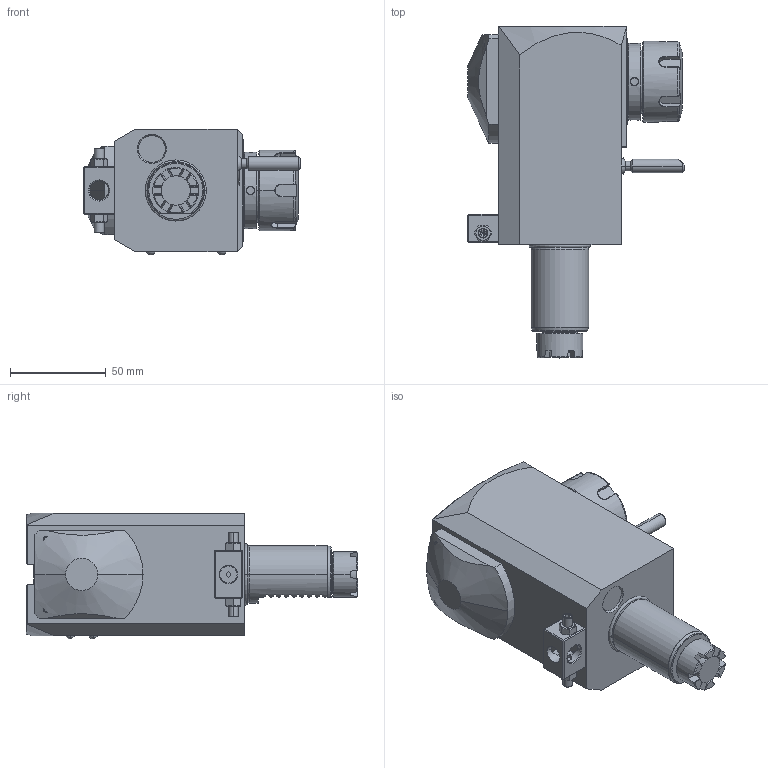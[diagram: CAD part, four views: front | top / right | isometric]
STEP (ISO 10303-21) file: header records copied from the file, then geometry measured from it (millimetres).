
FILE_DESCRIPTION((''),'2;1');
FILE_NAME('NGT1_30_241_25_1_1_85','2017-03-31T',('vali'),('NOVA GRUP'),'PRO/ENGINEER BY PARAMETRIC TECHNOLOGY CORPORATION, 2010280','PRO/ENGINEER BY PARAMETRIC TECHNOLOGY CORPORATION, 2010280','');
FILE_SCHEMA(('CONFIG_CONTROL_DESIGN'));
Length unit declared in the file: millimetre
Products named in the file (1): NGT1_30_241_25_1_1_85
Bounding box: 112.88 x 173 x 65.6 mm (x, y, z)
Volume: 569516.4 mm3; surface area: 53757.6 mm2
Topology: 1 solids, 1 shells, 455 faces, 1138 edges, 698 vertices
Faces by surface type: plane 210, cylinder 92, cone 77, bspline 56, torus 14, sphere 6
Entity records: 18976 total; most frequent: CARTESIAN_POINT 8859, ORIENTED_EDGE 2244, DIRECTION 1826, EDGE_CURVE 1122, VERTEX_POINT 698, AXIS2_PLACEMENT_3D 653, VECTOR 520, LINE 520
